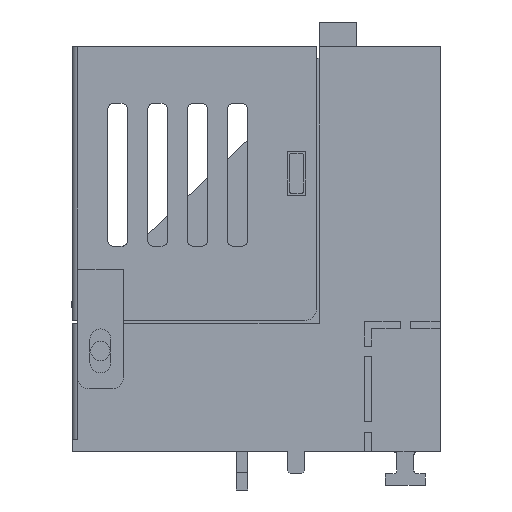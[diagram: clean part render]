
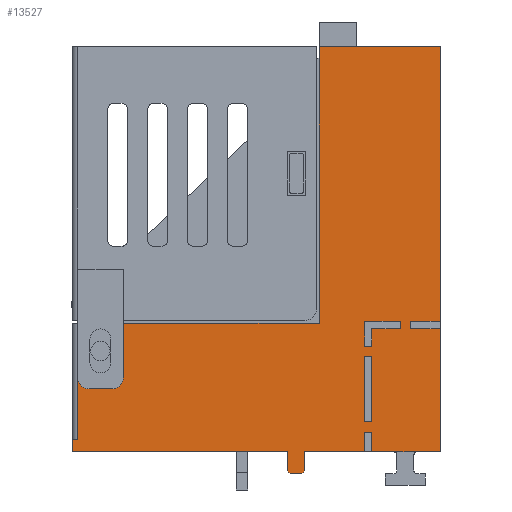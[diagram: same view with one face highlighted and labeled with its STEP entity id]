
A CAD part, left-side view. The second image highlights one B-rep face of the part: STEP entity #13527.
In plain terms, the highlighted planar face has unit normal (-1, 0, 0).
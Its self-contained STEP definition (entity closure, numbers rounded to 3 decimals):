
#233=CIRCLE('',#14255,1.98);
#234=CIRCLE('',#14256,1.98);
#813=ORIENTED_EDGE('',*,*,#4884,.F.);
#814=ORIENTED_EDGE('',*,*,#4885,.F.);
#815=ORIENTED_EDGE('',*,*,#4886,.F.);
#816=ORIENTED_EDGE('',*,*,#4887,.F.);
#817=ORIENTED_EDGE('',*,*,#4888,.F.);
#818=ORIENTED_EDGE('',*,*,#4889,.F.);
#819=ORIENTED_EDGE('',*,*,#4890,.F.);
#820=ORIENTED_EDGE('',*,*,#4891,.F.);
#821=ORIENTED_EDGE('',*,*,#4892,.F.);
#822=ORIENTED_EDGE('',*,*,#4893,.F.);
#823=ORIENTED_EDGE('',*,*,#4894,.F.);
#824=ORIENTED_EDGE('',*,*,#4895,.T.);
#825=ORIENTED_EDGE('',*,*,#4896,.T.);
#826=ORIENTED_EDGE('',*,*,#4897,.T.);
#827=ORIENTED_EDGE('',*,*,#4898,.T.);
#828=ORIENTED_EDGE('',*,*,#4899,.T.);
#829=ORIENTED_EDGE('',*,*,#4900,.T.);
#830=ORIENTED_EDGE('',*,*,#4901,.T.);
#831=ORIENTED_EDGE('',*,*,#4902,.F.);
#832=ORIENTED_EDGE('',*,*,#4903,.F.);
#833=ORIENTED_EDGE('',*,*,#4904,.T.);
#834=ORIENTED_EDGE('',*,*,#4905,.F.);
#835=ORIENTED_EDGE('',*,*,#4906,.F.);
#836=ORIENTED_EDGE('',*,*,#4907,.F.);
#837=ORIENTED_EDGE('',*,*,#4908,.F.);
#838=ORIENTED_EDGE('',*,*,#4909,.F.);
#839=ORIENTED_EDGE('',*,*,#4910,.T.);
#840=ORIENTED_EDGE('',*,*,#4911,.F.);
#841=ORIENTED_EDGE('',*,*,#4912,.F.);
#842=ORIENTED_EDGE('',*,*,#4913,.F.);
#843=ORIENTED_EDGE('',*,*,#4914,.T.);
#844=ORIENTED_EDGE('',*,*,#4915,.F.);
#845=ORIENTED_EDGE('',*,*,#4916,.F.);
#846=ORIENTED_EDGE('',*,*,#4917,.F.);
#847=ORIENTED_EDGE('',*,*,#4918,.F.);
#848=ORIENTED_EDGE('',*,*,#4919,.F.);
#4884=EDGE_CURVE('',#6909,#6910,#8262,.T.);
#4885=EDGE_CURVE('',#6911,#6909,#8263,.T.);
#4886=EDGE_CURVE('',#6912,#6911,#8264,.T.);
#4887=EDGE_CURVE('',#6910,#6912,#8265,.T.);
#4888=EDGE_CURVE('',#6913,#6914,#8266,.T.);
#4889=EDGE_CURVE('',#6915,#6913,#8267,.T.);
#4890=EDGE_CURVE('',#6916,#6915,#8268,.T.);
#4891=EDGE_CURVE('',#6917,#6916,#8269,.T.);
#4892=EDGE_CURVE('',#6918,#6917,#8270,.T.);
#4893=EDGE_CURVE('',#6914,#6918,#8271,.T.);
#4894=EDGE_CURVE('',#6919,#6920,#8272,.T.);
#4895=EDGE_CURVE('',#6919,#6921,#8273,.T.);
#4896=EDGE_CURVE('',#6921,#6922,#8274,.T.);
#4897=EDGE_CURVE('',#6922,#6923,#8275,.T.);
#4898=EDGE_CURVE('',#6923,#6924,#233,.T.);
#4899=EDGE_CURVE('',#6924,#6925,#8276,.T.);
#4900=EDGE_CURVE('',#6925,#6926,#234,.T.);
#4901=EDGE_CURVE('',#6926,#6927,#8277,.T.);
#4902=EDGE_CURVE('',#6928,#6927,#8278,.T.);
#4903=EDGE_CURVE('',#6929,#6928,#8279,.T.);
#4904=EDGE_CURVE('',#6929,#6930,#8280,.T.);
#4905=EDGE_CURVE('',#6931,#6930,#8281,.T.);
#4906=EDGE_CURVE('',#6932,#6931,#8282,.T.);
#4907=EDGE_CURVE('',#6933,#6932,#8283,.T.);
#4908=EDGE_CURVE('',#6934,#6933,#8284,.T.);
#4909=EDGE_CURVE('',#6935,#6934,#8285,.T.);
#4910=EDGE_CURVE('',#6935,#6936,#8286,.T.);
#4911=EDGE_CURVE('',#6937,#6936,#8287,.T.);
#4912=EDGE_CURVE('',#6938,#6937,#8288,.T.);
#4913=EDGE_CURVE('',#6939,#6938,#8289,.T.);
#4914=EDGE_CURVE('',#6939,#6940,#8290,.T.);
#4915=EDGE_CURVE('',#6941,#6940,#8291,.T.);
#4916=EDGE_CURVE('',#6942,#6941,#8292,.T.);
#4917=EDGE_CURVE('',#6943,#6942,#8293,.T.);
#4918=EDGE_CURVE('',#6944,#6943,#8294,.T.);
#4919=EDGE_CURVE('',#6920,#6944,#8295,.T.);
#6909=VERTEX_POINT('',#19478);
#6910=VERTEX_POINT('',#19479);
#6911=VERTEX_POINT('',#19481);
#6912=VERTEX_POINT('',#19483);
#6913=VERTEX_POINT('',#19486);
#6914=VERTEX_POINT('',#19487);
#6915=VERTEX_POINT('',#19489);
#6916=VERTEX_POINT('',#19491);
#6917=VERTEX_POINT('',#19493);
#6918=VERTEX_POINT('',#19495);
#6919=VERTEX_POINT('',#19498);
#6920=VERTEX_POINT('',#19499);
#6921=VERTEX_POINT('',#19501);
#6922=VERTEX_POINT('',#19503);
#6923=VERTEX_POINT('',#19505);
#6924=VERTEX_POINT('',#19507);
#6925=VERTEX_POINT('',#19509);
#6926=VERTEX_POINT('',#19511);
#6927=VERTEX_POINT('',#19513);
#6928=VERTEX_POINT('',#19515);
#6929=VERTEX_POINT('',#19517);
#6930=VERTEX_POINT('',#19519);
#6931=VERTEX_POINT('',#19521);
#6932=VERTEX_POINT('',#19523);
#6933=VERTEX_POINT('',#19525);
#6934=VERTEX_POINT('',#19527);
#6935=VERTEX_POINT('',#19529);
#6936=VERTEX_POINT('',#19531);
#6937=VERTEX_POINT('',#19533);
#6938=VERTEX_POINT('',#19535);
#6939=VERTEX_POINT('',#19537);
#6940=VERTEX_POINT('',#19539);
#6941=VERTEX_POINT('',#19541);
#6942=VERTEX_POINT('',#19543);
#6943=VERTEX_POINT('',#19545);
#6944=VERTEX_POINT('',#19547);
#8262=LINE('',#19477,#9930);
#8263=LINE('',#19480,#9931);
#8264=LINE('',#19482,#9932);
#8265=LINE('',#19484,#9933);
#8266=LINE('',#19485,#9934);
#8267=LINE('',#19488,#9935);
#8268=LINE('',#19490,#9936);
#8269=LINE('',#19492,#9937);
#8270=LINE('',#19494,#9938);
#8271=LINE('',#19496,#9939);
#8272=LINE('',#19497,#9940);
#8273=LINE('',#19500,#9941);
#8274=LINE('',#19502,#9942);
#8275=LINE('',#19504,#9943);
#8276=LINE('',#19508,#9944);
#8277=LINE('',#19512,#9945);
#8278=LINE('',#19514,#9946);
#8279=LINE('',#19516,#9947);
#8280=LINE('',#19518,#9948);
#8281=LINE('',#19520,#9949);
#8282=LINE('',#19522,#9950);
#8283=LINE('',#19524,#9951);
#8284=LINE('',#19526,#9952);
#8285=LINE('',#19528,#9953);
#8286=LINE('',#19530,#9954);
#8287=LINE('',#19532,#9955);
#8288=LINE('',#19534,#9956);
#8289=LINE('',#19536,#9957);
#8290=LINE('',#19538,#9958);
#8291=LINE('',#19540,#9959);
#8292=LINE('',#19542,#9960);
#8293=LINE('',#19544,#9961);
#8294=LINE('',#19546,#9962);
#8295=LINE('',#19548,#9963);
#9930=VECTOR('',#15546,1000.);
#9931=VECTOR('',#15547,1000.);
#9932=VECTOR('',#15548,1000.);
#9933=VECTOR('',#15549,1000.);
#9934=VECTOR('',#15550,1000.);
#9935=VECTOR('',#15551,1000.);
#9936=VECTOR('',#15552,1000.);
#9937=VECTOR('',#15553,1000.);
#9938=VECTOR('',#15554,1000.);
#9939=VECTOR('',#15555,1000.);
#9940=VECTOR('',#15556,1000.);
#9941=VECTOR('',#15557,1000.);
#9942=VECTOR('',#15558,1000.);
#9943=VECTOR('',#15559,1000.);
#9944=VECTOR('',#15562,1000.);
#9945=VECTOR('',#15565,1000.);
#9946=VECTOR('',#15566,1000.);
#9947=VECTOR('',#15567,1000.);
#9948=VECTOR('',#15568,1000.);
#9949=VECTOR('',#15569,1000.);
#9950=VECTOR('',#15570,1000.);
#9951=VECTOR('',#15571,1000.);
#9952=VECTOR('',#15572,1000.);
#9953=VECTOR('',#15573,1000.);
#9954=VECTOR('',#15574,1000.);
#9955=VECTOR('',#15575,1000.);
#9956=VECTOR('',#15576,1000.);
#9957=VECTOR('',#15577,1000.);
#9958=VECTOR('',#15578,1000.);
#9959=VECTOR('',#15579,1000.);
#9960=VECTOR('',#15580,1000.);
#9961=VECTOR('',#15581,1000.);
#9962=VECTOR('',#15582,1000.);
#9963=VECTOR('',#15583,1000.);
#11452=EDGE_LOOP('',(#813,#814,#815,#816));
#11453=EDGE_LOOP('',(#817,#818,#819,#820,#821,#822));
#11454=EDGE_LOOP('',(#823,#824,#825,#826,#827,#828,#829,#830,#831,#832,
#833,#834,#835,#836,#837,#838,#839,#840,#841,#842,#843,#844,#845,#846,#847,
#848));
#12244=FACE_BOUND('',#11452,.T.);
#12245=FACE_BOUND('',#11453,.T.);
#12246=FACE_BOUND('',#11454,.T.);
#13024=PLANE('',#14254);
#13527=ADVANCED_FACE('',(#12244,#12245,#12246),#13024,.F.);
#14254=AXIS2_PLACEMENT_3D('',#19476,#15544,#15545);
#14255=AXIS2_PLACEMENT_3D('',#19506,#15560,#15561);
#14256=AXIS2_PLACEMENT_3D('',#19510,#15563,#15564);
#15544=DIRECTION('',(1.,0.,0.));
#15545=DIRECTION('',(0.,0.,-1.));
#15546=DIRECTION('',(0.,0.,-1.));
#15547=DIRECTION('',(0.,1.,0.));
#15548=DIRECTION('',(0.,0.,1.));
#15549=DIRECTION('',(0.,-1.,0.));
#15550=DIRECTION('',(0.,0.,-1.));
#15551=DIRECTION('',(0.,1.,0.));
#15552=DIRECTION('',(0.,0.,1.));
#15553=DIRECTION('',(0.,-1.,0.));
#15554=DIRECTION('',(0.,0.,1.));
#15555=DIRECTION('',(0.,-1.,0.));
#15556=DIRECTION('',(0.,-1.,0.));
#15557=DIRECTION('',(0.,0.,-1.));
#15558=DIRECTION('',(0.,1.,0.));
#15559=DIRECTION('',(0.,0.,-1.));
#15560=DIRECTION('',(1.,0.,0.));
#15561=DIRECTION('',(0.,0.,-1.));
#15562=DIRECTION('',(0.,1.,0.));
#15563=DIRECTION('',(1.,0.,0.));
#15564=DIRECTION('',(0.,0.,-1.));
#15565=DIRECTION('',(0.,0.,-1.));
#15566=DIRECTION('',(0.,-1.,0.));
#15567=DIRECTION('',(0.,0.,1.));
#15568=DIRECTION('',(0.,-1.,0.));
#15569=DIRECTION('',(0.,0.,1.));
#15570=DIRECTION('',(0.,0.707,0.707));
#15571=DIRECTION('',(0.,1.,0.));
#15572=DIRECTION('',(0.,0.707,-0.707));
#15573=DIRECTION('',(0.,0.,-1.));
#15574=DIRECTION('',(0.,-1.,0.));
#15575=DIRECTION('',(0.,0.,-1.));
#15576=DIRECTION('',(0.,1.,0.));
#15577=DIRECTION('',(0.,0.,1.));
#15578=DIRECTION('',(0.,-1.,0.));
#15579=DIRECTION('',(0.,0.,-1.));
#15580=DIRECTION('',(0.,-1.,0.));
#15581=DIRECTION('',(0.,0.,-1.));
#15582=DIRECTION('',(0.,1.,0.));
#15583=DIRECTION('',(0.,0.,-1.));
#19476=CARTESIAN_POINT('',(-76.6,63.5,70.94));
#19477=CARTESIAN_POINT('',(-76.6,13.24,70.94));
#19478=CARTESIAN_POINT('',(-76.6,13.24,16.72));
#19479=CARTESIAN_POINT('',(-76.6,13.24,5.24));
#19480=CARTESIAN_POINT('',(-76.6,63.5,16.72));
#19481=CARTESIAN_POINT('',(-76.6,12.01,16.72));
#19482=CARTESIAN_POINT('',(-76.6,12.01,70.94));
#19483=CARTESIAN_POINT('',(-76.6,12.01,5.24));
#19484=CARTESIAN_POINT('',(-76.6,63.5,5.24));
#19485=CARTESIAN_POINT('',(-76.6,13.24,70.94));
#19486=CARTESIAN_POINT('',(-76.6,13.24,22.84));
#19487=CARTESIAN_POINT('',(-76.6,13.24,18.49));
#19488=CARTESIAN_POINT('',(-76.6,63.5,22.84));
#19489=CARTESIAN_POINT('',(-76.6,7.01,22.84));
#19490=CARTESIAN_POINT('',(-76.6,7.01,70.94));
#19491=CARTESIAN_POINT('',(-76.6,7.01,21.61));
#19492=CARTESIAN_POINT('',(-76.6,63.5,21.61));
#19493=CARTESIAN_POINT('',(-76.6,12.01,21.61));
#19494=CARTESIAN_POINT('',(-76.6,12.01,70.94));
#19495=CARTESIAN_POINT('',(-76.6,12.01,18.49));
#19496=CARTESIAN_POINT('',(-76.6,63.5,18.49));
#19497=CARTESIAN_POINT('',(-76.6,63.5,70.94));
#19498=CARTESIAN_POINT('',(-76.6,21.2,70.94));
#19499=CARTESIAN_POINT('',(-76.6,0.,70.94));
#19500=CARTESIAN_POINT('',(-76.6,21.2,70.7));
#19501=CARTESIAN_POINT('',(-76.6,21.2,22.5));
#19502=CARTESIAN_POINT('',(-76.6,21.2,22.5));
#19503=CARTESIAN_POINT('',(-76.6,55.5,22.5));
#19504=CARTESIAN_POINT('',(-76.6,55.5,32.02));
#19505=CARTESIAN_POINT('',(-76.6,55.5,13.02));
#19506=CARTESIAN_POINT('',(-76.6,57.48,13.02));
#19507=CARTESIAN_POINT('',(-76.6,57.48,11.04));
#19508=CARTESIAN_POINT('',(-76.6,57.48,11.04));
#19509=CARTESIAN_POINT('',(-76.6,61.52,11.04));
#19510=CARTESIAN_POINT('',(-76.6,61.52,13.02));
#19511=CARTESIAN_POINT('',(-76.6,63.5,13.02));
#19512=CARTESIAN_POINT('',(-76.6,63.5,70.94));
#19513=CARTESIAN_POINT('',(-76.6,63.5,2.11));
#19514=CARTESIAN_POINT('',(-76.6,64.5,2.11));
#19515=CARTESIAN_POINT('',(-76.6,64.5,2.11));
#19516=CARTESIAN_POINT('',(-76.6,64.5,0.));
#19517=CARTESIAN_POINT('',(-76.6,64.5,0.));
#19518=CARTESIAN_POINT('',(-76.6,63.5,0.));
#19519=CARTESIAN_POINT('',(-76.6,26.76,0.));
#19520=CARTESIAN_POINT('',(-76.6,26.76,-3.33));
#19521=CARTESIAN_POINT('',(-76.6,26.76,-3.33));
#19522=CARTESIAN_POINT('',(-76.6,26.26,-3.83));
#19523=CARTESIAN_POINT('',(-76.6,26.26,-3.83));
#19524=CARTESIAN_POINT('',(-76.6,24.26,-3.83));
#19525=CARTESIAN_POINT('',(-76.6,24.26,-3.83));
#19526=CARTESIAN_POINT('',(-76.6,23.76,-3.33));
#19527=CARTESIAN_POINT('',(-76.6,23.76,-3.33));
#19528=CARTESIAN_POINT('',(-76.6,23.76,0.));
#19529=CARTESIAN_POINT('',(-76.6,23.76,0.));
#19530=CARTESIAN_POINT('',(-76.6,63.5,0.));
#19531=CARTESIAN_POINT('',(-76.6,13.24,0.));
#19532=CARTESIAN_POINT('',(-76.6,13.24,70.94));
#19533=CARTESIAN_POINT('',(-76.6,13.24,3.47));
#19534=CARTESIAN_POINT('',(-76.6,63.5,3.47));
#19535=CARTESIAN_POINT('',(-76.6,12.01,3.47));
#19536=CARTESIAN_POINT('',(-76.6,12.01,70.94));
#19537=CARTESIAN_POINT('',(-76.6,12.01,0.));
#19538=CARTESIAN_POINT('',(-76.6,63.5,0.));
#19539=CARTESIAN_POINT('',(-76.6,0.,0.));
#19540=CARTESIAN_POINT('',(-76.6,0.,70.94));
#19541=CARTESIAN_POINT('',(-76.6,0.,21.61));
#19542=CARTESIAN_POINT('',(-76.6,63.5,21.61));
#19543=CARTESIAN_POINT('',(-76.6,5.24,21.61));
#19544=CARTESIAN_POINT('',(-76.6,5.24,70.94));
#19545=CARTESIAN_POINT('',(-76.6,5.24,22.84));
#19546=CARTESIAN_POINT('',(-76.6,63.5,22.84));
#19547=CARTESIAN_POINT('',(-76.6,0.,22.84));
#19548=CARTESIAN_POINT('',(-76.6,0.,70.94));
